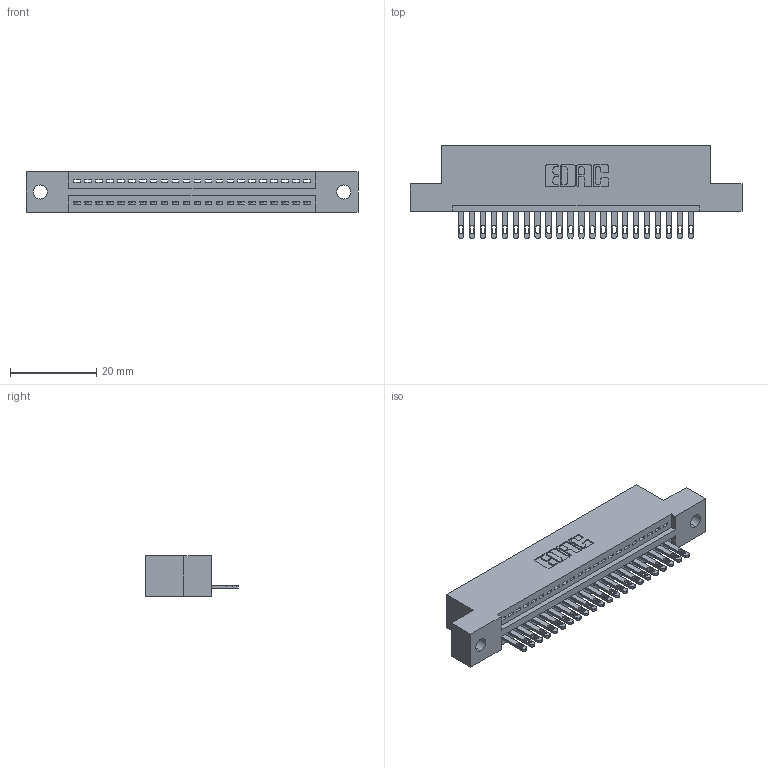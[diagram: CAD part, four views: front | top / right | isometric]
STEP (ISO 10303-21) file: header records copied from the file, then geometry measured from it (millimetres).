
FILE_DESCRIPTION (( 'STEP AP203' ), '1' );
FILE_NAME ('345-022-500-102.STEP', '2019-10-04T23:19:08', ( '' ), ( '' ), 'SwSTEP 2.0', 'SolidWorks 2016', '' );
FILE_SCHEMA (( 'CONFIG_CONTROL_DESIGN' ));
Length unit declared in the file: inch
Products named in the file (3): 345 Part_Flush Mounting Lugs - 0.128 Dia; 345-292-001_345-293-100; 345-022-500-102
Assembly tree (23 placements, depth 2):
  345-022-500-102
    345 Part_Flush Mounting Lugs - 0.128 Dia
    345-292-001_345-293-100  x22
Bounding box: 77.09 x 21.51 x 9.4 mm (x, y, z)
Volume: 7135.1 mm3; surface area: 8988 mm2
Topology: 23 solids, 23 shells, 1314 faces, 4037 edges, 2690 vertices
Faces by surface type: plane 828, cylinder 486
Entity records: 19183 total; most frequent: CARTESIAN_POINT 3330, ORIENTED_EDGE 3286, DIRECTION 2939, EDGE_CURVE 1643, VECTOR 1419, LINE 1419, VERTEX_POINT 1094, AXIS2_PLACEMENT_3D 760
